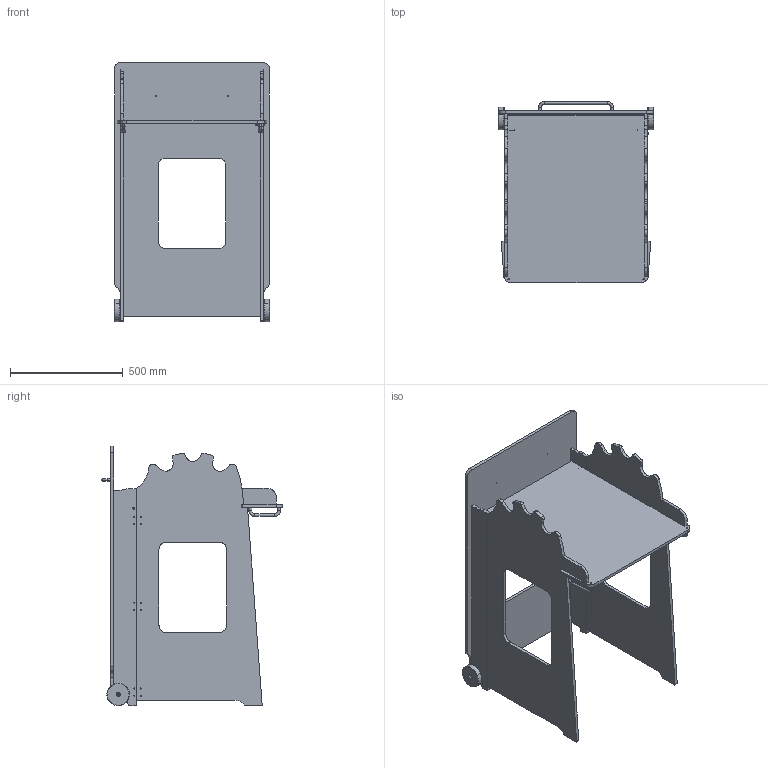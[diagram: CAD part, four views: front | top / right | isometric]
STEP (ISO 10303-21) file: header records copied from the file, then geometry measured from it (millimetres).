
FILE_DESCRIPTION(/* description */ (''),/* implementation_level */ '2;1');
FILE_NAME(/* name */ 'STEP_M~1',/* time_stamp */ '2021-11-24T12:48:11+02:00',/* author */ (''),/* organization */ (''),/* preprocessor_version */ 'ST-DEVELOPER v16.5',/* originating_system */ '',/* authorisation */ '');
FILE_SCHEMA (('AUTOMOTIVE_DESIGN'));
Length unit declared in the file: millimetre
Products named in the file (15): Document; BG_MOVI; M6_Rundmutter; Buegelgriff_128; DIN912_M6x30; timkid-1021V01; timkid-1024V01; timkid-1023V01; Spiegelntimkid-1023V01; rad; timkid-1025V01; timkid-1022V01; Spiegelntimkid-1022V01; Spiegelntimkid-1025V00; Buegelgriff_320
Assembly tree (18 placements, depth 3):
  Document
    BG_MOVI
      M6_Rundmutter
      Buegelgriff_128  x2
      DIN912_M6x30  x3
      timkid-1021V01
      timkid-1024V01
      timkid-1023V01
      Spiegelntimkid-1023V01
      rad  x2
      timkid-1025V01
      timkid-1022V01
      Spiegelntimkid-1022V01
      Spiegelntimkid-1025V00
      Buegelgriff_320
Bounding box: 686.6 x 801.6 x 1150 mm (x, y, z)
Volume: 29515817.2 mm3; surface area: 4694689.9 mm2
Topology: 17 solids, 17 shells, 497 faces, 1183 edges, 758 vertices
Faces by surface type: bspline 323, plane 174
Entity records: 16768 total; most frequent: CARTESIAN_POINT 10114, ORIENTED_EDGE 2050, EDGE_CURVE 1025, VERTEX_POINT 670, EDGE_LOOP 519, B_SPLINE_CURVE_WITH_KNOTS 513, ADVANCED_FACE 423, FACE_OUTER_BOUND 423
